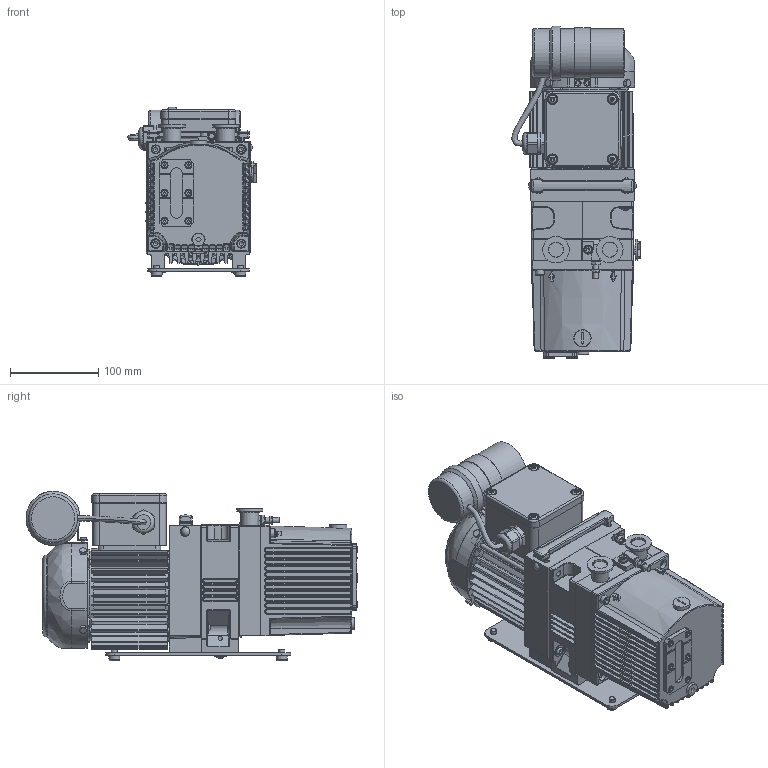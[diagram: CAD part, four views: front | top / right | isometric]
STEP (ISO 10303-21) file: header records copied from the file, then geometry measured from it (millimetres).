
FILE_DESCRIPTION((''),'2;1');
FILE_NAME('PK902022_SW.stp','2013-08-08T10:41:23',('latta-s'),(''),'Autodesk Inventor 2013','Autodesk Inventor 2013','');
FILE_SCHEMA(('AUTOMOTIVE_DESIGN { 1 0 10303 214 1 1 1 1 }'));
Length unit declared in the file: millimetre
Products named in the file (1): PK902022_SW Schreibgeschützt
Bounding box: 145.89 x 376.4 x 192.25 mm (x, y, z)
Volume: 4748798.2 mm3; surface area: 456895.5 mm2
Topology: 2 solids, 47 shells, 3715 faces, 9381 edges, 5791 vertices
Faces by surface type: plane 1470, cylinder 1270, bspline 617, cone 165, torus 142, sphere 51
Full cylindrical faces by diameter (mm): 2.459 x3, 3 x1, 3.242 x6, 3.36 x2, 3.8 x4, 4 x8, 4.1 x4, 4.4 x4, 4.917 x6, 5 x17, 5.05 x1, 5.1 x1, 5.4 x8, 5.54 x3, 5.65 x2, 6 x10, 6.25 x1, 6.4 x1, 6.5 x4, 6.6 x2, 6.8 x4, 6.9 x4, 7 x8, 7.2 x4, 7.4 x1, 7.5 x4, 7.6 x4, 8 x2, 8.5 x5, 9 x1
Entity records: 130289 total; most frequent: CARTESIAN_POINT 40924, DIRECTION 17826, ORIENTED_EDGE 17634, EDGE_CURVE 8817, AXIS2_PLACEMENT_3D 6842, VERTEX_POINT 5629, EDGE_LOOP 4258, VECTOR 4142
